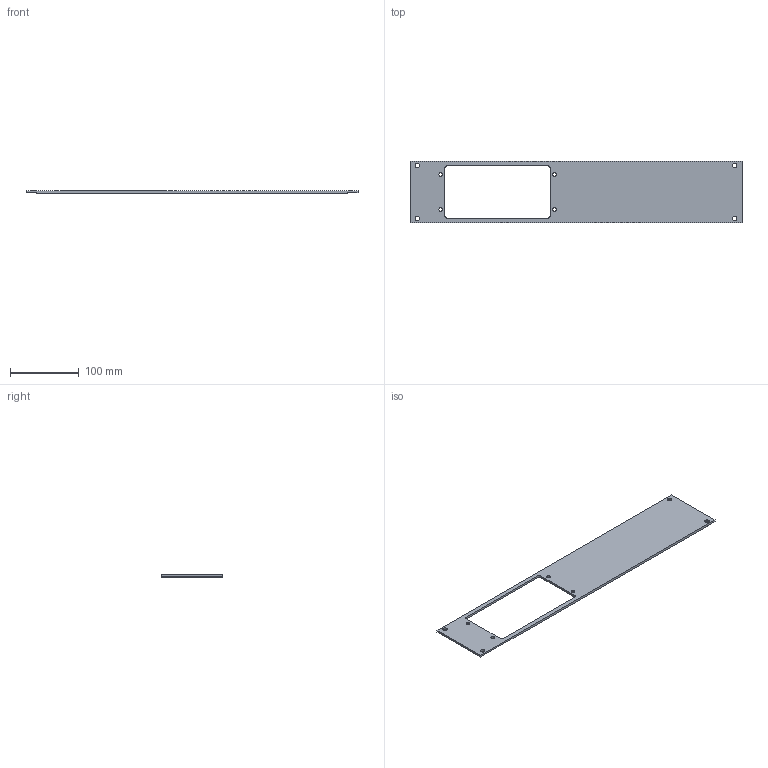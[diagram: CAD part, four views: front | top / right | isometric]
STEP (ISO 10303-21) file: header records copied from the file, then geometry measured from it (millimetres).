
FILE_DESCRIPTION (( 'STEP AP214' ), '1' );
FILE_NAME ('000849 19 inch Rack Mount Plate, BeeRax.STEP', '2017-10-25T20:54:30', ( '' ), ( '' ), 'SwSTEP 2.0', 'SolidWorks 2013', '' );
FILE_SCHEMA (( 'AUTOMOTIVE_DESIGN' ));
Length unit declared in the file: inch
Products named in the file (1): 000849 19 inch Rack Mount Plate, BeeRax
Bounding box: 482.6 x 88.9 x 3.17 mm (x, y, z)
Volume: 98053 mm3; surface area: 67691.1 mm2
Topology: 1 solids, 1 shells, 26 faces, 74 edges, 50 vertices
Faces by surface type: plane 14, cylinder 12
Full cylindrical faces by diameter (mm): 5.334 x4, 6.35 x4
Entity records: 1162 total; most frequent: DIRECTION 142, CARTESIAN_POINT 139, ORIENTED_EDGE 128, EDGE_CURVE 64, EDGE_LOOP 52, AXIS2_PLACEMENT_3D 51, VERTEX_POINT 48, VECTOR 40
